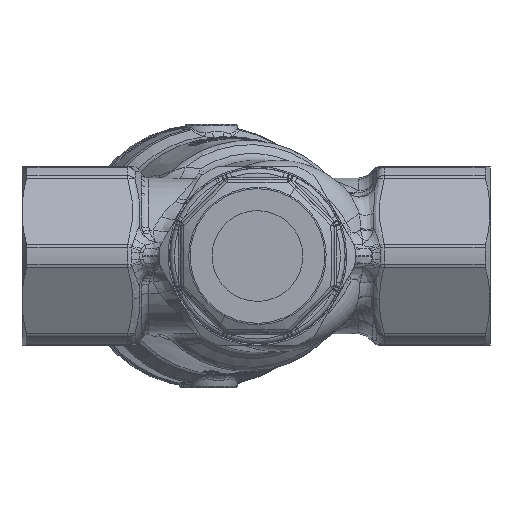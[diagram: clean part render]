
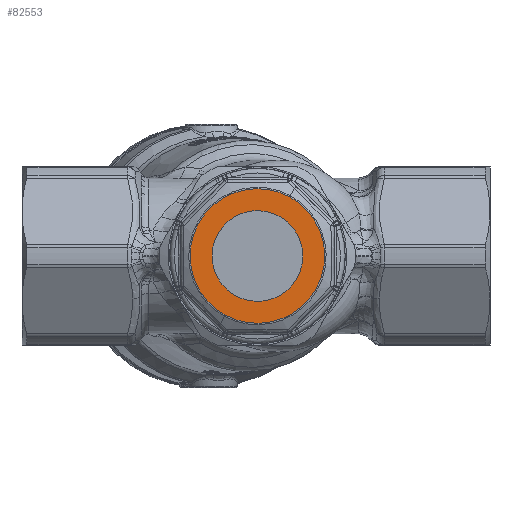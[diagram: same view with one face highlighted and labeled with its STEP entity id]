
A CAD part, front view. The second image highlights one B-rep face of the part: STEP entity #82553.
In plain terms, the highlighted planar face has unit normal (0, -1, 0).
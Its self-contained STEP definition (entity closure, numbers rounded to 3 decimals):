
#82488=CARTESIAN_POINT('Axis2P3D Location',(0.,-49.974,0.)) ;
#82492=CARTESIAN_POINT('Vertex',(3.835,-49.974,-7.021)) ;
#82494=CARTESIAN_POINT('Vertex',(-3.835,-49.974,7.021)) ;
#82514=CARTESIAN_POINT('Axis2P3D Location',(0.,-49.974,0.)) ;
#82526=CARTESIAN_POINT('Axis2P3D Location',(0.,-49.974,0.)) ;
#82531=CARTESIAN_POINT('Axis2P3D Location',(0.,-49.974,0.)) ;
#82535=CARTESIAN_POINT('Vertex',(-5.689,-49.974,-10.413)) ;
#82537=CARTESIAN_POINT('Vertex',(5.689,-49.974,10.413)) ;
#82540=CARTESIAN_POINT('Axis2P3D Location',(0.,-49.974,0.)) ;
#82489=DIRECTION('Axis2P3D Direction',(0.,-1.,0.)) ;
#82515=DIRECTION('Axis2P3D Direction',(0.,-1.,0.)) ;
#82527=DIRECTION('Axis2P3D Direction',(0.,1.,0.)) ;
#82528=DIRECTION('Axis2P3D XDirection',(-1.,0.,0.)) ;
#82532=DIRECTION('Axis2P3D Direction',(0.,1.,0.)) ;
#82541=DIRECTION('Axis2P3D Direction',(0.,1.,0.)) ;
#82490=AXIS2_PLACEMENT_3D('Circle Axis2P3D',#82488,#82489,$) ;
#82516=AXIS2_PLACEMENT_3D('Circle Axis2P3D',#82514,#82515,$) ;
#82529=AXIS2_PLACEMENT_3D('Plane Axis2P3D',#82526,#82527,#82528) ;
#82533=AXIS2_PLACEMENT_3D('Circle Axis2P3D',#82531,#82532,$) ;
#82542=AXIS2_PLACEMENT_3D('Circle Axis2P3D',#82540,#82541,$) ;
#82491=CIRCLE('generated circle',#82490,8.) ;
#82517=CIRCLE('generated circle',#82516,8.) ;
#82534=CIRCLE('generated circle',#82533,11.866) ;
#82543=CIRCLE('generated circle',#82542,11.866) ;
#82530=PLANE('',#82529) ;
#82552=FACE_BOUND('',#82549,.T.) ;
#82496=EDGE_CURVE('',#82493,#82495,#82491,.F.) ;
#82518=EDGE_CURVE('',#82495,#82493,#82517,.F.) ;
#82539=EDGE_CURVE('',#82536,#82538,#82534,.T.) ;
#82544=EDGE_CURVE('',#82538,#82536,#82543,.T.) ;
#82546=ORIENTED_EDGE('',*,*,#82539,.F.) ;
#82547=ORIENTED_EDGE('',*,*,#82544,.F.) ;
#82550=ORIENTED_EDGE('',*,*,#82518,.T.) ;
#82551=ORIENTED_EDGE('',*,*,#82496,.T.) ;
#82545=EDGE_LOOP('',(#82546,#82547)) ;
#82549=EDGE_LOOP('',(#82550,#82551)) ;
#82493=VERTEX_POINT('',#82492) ;
#82495=VERTEX_POINT('',#82494) ;
#82536=VERTEX_POINT('',#82535) ;
#82538=VERTEX_POINT('',#82537) ;
#82553=ADVANCED_FACE('56337_02.1\\PartBody ( *SOL11872 - wsp *MASTER -  )',(#82548,#82552),#82530,.F.) ;
#82548=FACE_OUTER_BOUND('',#82545,.T.) ;
